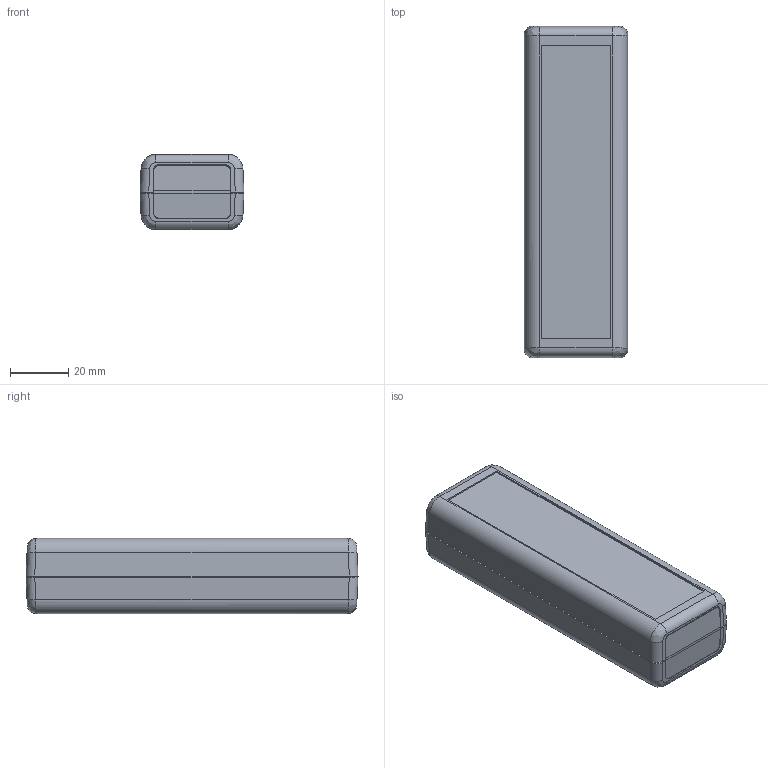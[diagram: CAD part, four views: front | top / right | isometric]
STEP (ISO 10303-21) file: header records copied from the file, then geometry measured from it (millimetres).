
FILE_DESCRIPTION(/* description */ (''),/* implementation_level */ '2;1');
FILE_NAME(/* name */ '1593D.iam.stp',/* time_stamp */ '2016-04-25T15:45:12-04:00',/* author */ ('lwalsh'),/* organization */ (''),/* preprocessor_version */ 'ST-DEVELOPER v16.1',/* originating_system */ 'Autodesk Inventor 2016',/* authorisation */ '');
FILE_SCHEMA (('AUTOMOTIVE_DESIGN { 1 0 10303 214 3 1 1 }'));
Products named in the file (7): 1593D Bottom; 1593D Top; 1593D Endplate; 1593D Contoured Endplate; #15707; 1593D PCB; 1593D
Assembly tree (7 placements, depth 2):
  #15707
  1593D
    1593D Bottom
    1593D Top
    1593D Endplate  x2
    1593D Contoured Endplate  x2
    1593D PCB
Bounding box: 35.7 x 114 x 25.8 mm (x, y, z)
Volume: 43237.2 mm3; surface area: 40299.6 mm2
Topology: 9 solids, 9 shells, 545 faces, 1409 edges, 938 vertices
Faces by surface type: plane 311, cylinder 102, bspline 92, cone 34, torus 4, sphere 2
Full cylindrical faces by diameter (mm): 2.15 x2, 2.38 x8, 2.845 x2, 2.9 x8, 3 x4, 3.2 x4, 5.8 x2
Entity records: 15707 total; most frequent: CARTESIAN_POINT 4428, ORIENTED_EDGE 2366, DIRECTION 2045, EDGE_CURVE 1183, VERTEX_POINT 812, LINE 737, VECTOR 737, AXIS2_PLACEMENT_3D 654
